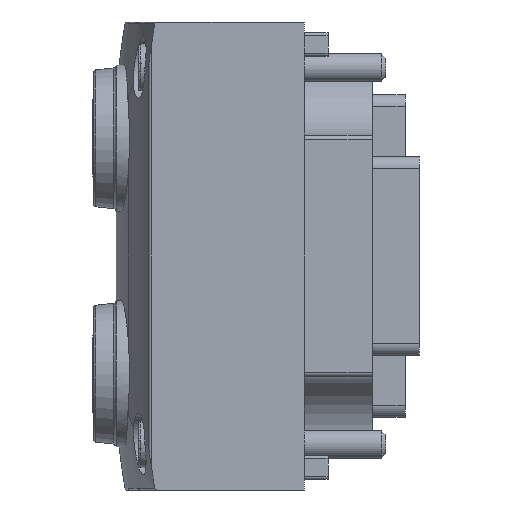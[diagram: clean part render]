
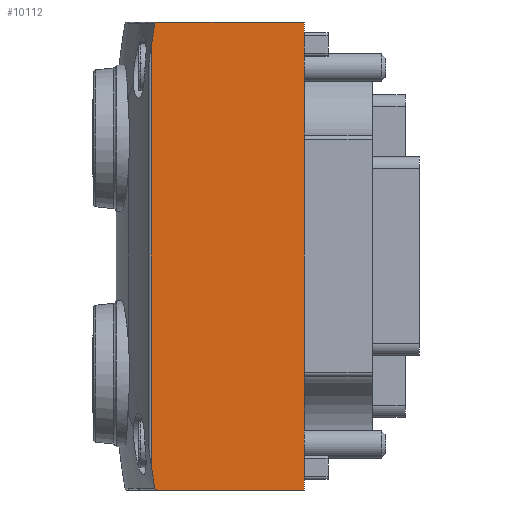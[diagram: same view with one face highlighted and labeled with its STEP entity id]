
A CAD part, left-side view. The second image highlights one B-rep face of the part: STEP entity #10112.
In plain terms, the highlighted planar face has unit normal (-1, 0, 0).
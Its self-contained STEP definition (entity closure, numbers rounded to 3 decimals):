
#116=B_SPLINE_CURVE_WITH_KNOTS('',3,(#15613,#15614,#15615,#15616),
 .UNSPECIFIED.,.F.,.F.,(4,4),(0.01,0.012),
 .UNSPECIFIED.);
#128=B_SPLINE_CURVE_WITH_KNOTS('',3,(#15756,#15757,#15758,#15759),
 .UNSPECIFIED.,.F.,.F.,(4,4),(0.015,0.017),
 .UNSPECIFIED.);
#137=B_SPLINE_CURVE_WITH_KNOTS('',3,(#15869,#15870,#15871,#15872),
 .UNSPECIFIED.,.F.,.F.,(4,4),(0.001,0.001),
 .UNSPECIFIED.);
#138=B_SPLINE_CURVE_WITH_KNOTS('',3,(#15874,#15875,#15876,#15877),
 .UNSPECIFIED.,.F.,.F.,(4,4),(0.,0.001),
 .UNSPECIFIED.);
#1144=ORIENTED_EDGE('',*,*,#3983,.F.);
#1145=ORIENTED_EDGE('',*,*,#3949,.F.);
#1146=ORIENTED_EDGE('',*,*,#3982,.T.);
#1147=ORIENTED_EDGE('',*,*,#3915,.F.);
#1148=ORIENTED_EDGE('',*,*,#3984,.F.);
#1149=ORIENTED_EDGE('',*,*,#3985,.T.);
#1150=ORIENTED_EDGE('',*,*,#3986,.F.);
#1151=ORIENTED_EDGE('',*,*,#3987,.F.);
#3915=EDGE_CURVE('',#5342,#5343,#116,.T.);
#3949=EDGE_CURVE('',#5368,#5369,#128,.T.);
#3982=EDGE_CURVE('',#5368,#5343,#6300,.T.);
#3983=EDGE_CURVE('',#5369,#5396,#137,.T.);
#3984=EDGE_CURVE('',#5397,#5342,#138,.T.);
#3985=EDGE_CURVE('',#5397,#5398,#6301,.T.);
#3986=EDGE_CURVE('',#5399,#5398,#6302,.T.);
#3987=EDGE_CURVE('',#5396,#5399,#6303,.T.);
#5342=VERTEX_POINT('',#15612);
#5343=VERTEX_POINT('',#15617);
#5368=VERTEX_POINT('',#15755);
#5369=VERTEX_POINT('',#15760);
#5396=VERTEX_POINT('',#15873);
#5397=VERTEX_POINT('',#15878);
#5398=VERTEX_POINT('',#15880);
#5399=VERTEX_POINT('',#15882);
#6300=LINE('',#15867,#7210);
#6301=LINE('',#15879,#7211);
#6302=LINE('',#15881,#7212);
#6303=LINE('',#15883,#7213);
#7210=VECTOR('',#12275,1000.);
#7211=VECTOR('',#12278,1000.);
#7212=VECTOR('',#12279,1000.);
#7213=VECTOR('',#12280,1000.);
#8004=EDGE_LOOP('',(#1144,#1145,#1146,#1147,#1148,#1149,#1150,#1151));
#8876=FACE_BOUND('',#8004,.T.);
#9713=PLANE('',#10877);
#10112=ADVANCED_FACE('',(#8876),#9713,.F.);
#10877=AXIS2_PLACEMENT_3D('',#15868,#12276,#12277);
#12275=DIRECTION('',(0.,0.,-1.));
#12276=DIRECTION('',(1.,0.,0.));
#12277=DIRECTION('',(0.,0.,-1.));
#12278=DIRECTION('',(0.,-1.,0.));
#12279=DIRECTION('',(0.,0.,-1.));
#12280=DIRECTION('',(0.,-1.,0.));
#15612=CARTESIAN_POINT('',(-53.65,15.896,-24.684));
#15613=CARTESIAN_POINT('',(-53.65,15.896,-24.684));
#15614=CARTESIAN_POINT('',(-53.65,16.043,-23.838));
#15615=CARTESIAN_POINT('',(-53.65,16.177,-22.99));
#15616=CARTESIAN_POINT('',(-53.65,16.298,-22.141));
#15617=CARTESIAN_POINT('',(-53.65,16.298,-22.141));
#15755=CARTESIAN_POINT('',(-53.65,16.298,22.141));
#15756=CARTESIAN_POINT('',(-53.65,16.298,22.141));
#15757=CARTESIAN_POINT('',(-53.65,16.177,22.99));
#15758=CARTESIAN_POINT('',(-53.65,16.043,23.838));
#15759=CARTESIAN_POINT('',(-53.65,15.896,24.684));
#15760=CARTESIAN_POINT('',(-53.65,15.896,24.684));
#15867=CARTESIAN_POINT('',(-53.65,16.298,24.85));
#15868=CARTESIAN_POINT('',(-53.65,16.298,24.85));
#15869=CARTESIAN_POINT('',(-53.65,15.896,24.684));
#15870=CARTESIAN_POINT('',(-53.65,15.88,24.777));
#15871=CARTESIAN_POINT('',(-53.65,15.789,24.85));
#15872=CARTESIAN_POINT('',(-53.65,15.694,24.85));
#15873=CARTESIAN_POINT('',(-53.65,15.694,24.85));
#15874=CARTESIAN_POINT('',(-53.65,15.694,-24.85));
#15875=CARTESIAN_POINT('',(-53.65,15.789,-24.85));
#15876=CARTESIAN_POINT('',(-53.65,15.88,-24.776));
#15877=CARTESIAN_POINT('',(-53.65,15.896,-24.684));
#15878=CARTESIAN_POINT('',(-53.65,15.694,-24.85));
#15879=CARTESIAN_POINT('',(-53.65,16.298,-24.85));
#15880=CARTESIAN_POINT('',(-53.65,0.,-24.85));
#15881=CARTESIAN_POINT('',(-53.65,0.,24.85));
#15882=CARTESIAN_POINT('',(-53.65,0.,24.85));
#15883=CARTESIAN_POINT('',(-53.65,16.298,24.85));
